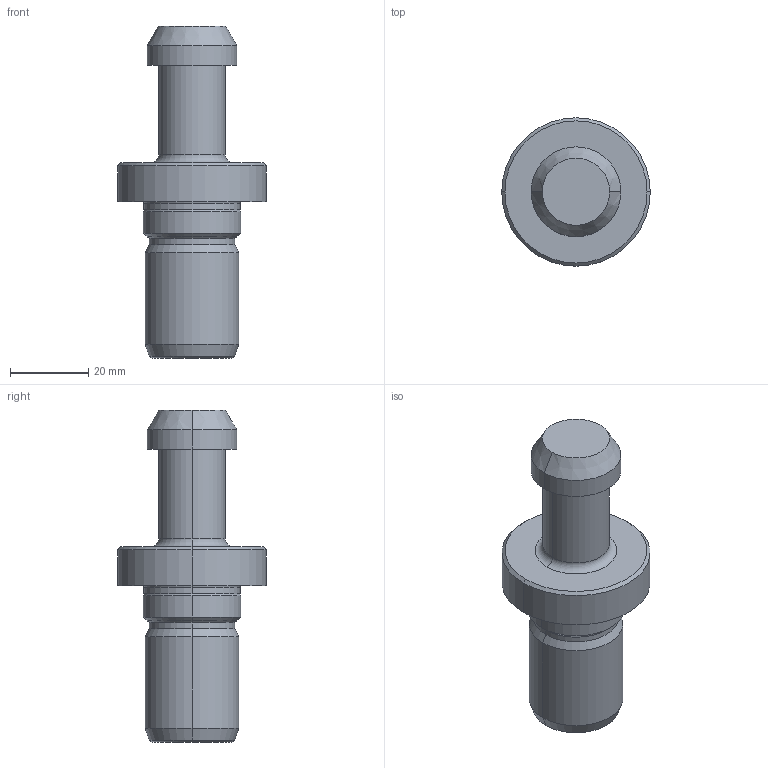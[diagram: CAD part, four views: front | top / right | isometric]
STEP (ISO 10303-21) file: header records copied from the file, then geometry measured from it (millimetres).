
FILE_DESCRIPTION (( 'STEP AP203' ), '1' );
FILE_NAME ('PS BT50 90 DEG W-TC.STEP', '2019-04-08T08:38:42', ( '' ), ( '' ), 'SwSTEP 2.0', 'SolidWorks 2014', '' );
FILE_SCHEMA (( 'CONFIG_CONTROL_DESIGN' ));
Length unit declared in the file: millimetre
Products named in the file (1): PS BT50 90 DEG W-TC
Bounding box: 38 x 38 x 85 mm (x, y, z)
Volume: 38672.5 mm3; surface area: 8585.2 mm2
Topology: 1 solids, 1 shells, 42 faces, 82 edges, 46 vertices
Faces by surface type: cone 16, cylinder 14, torus 6, plane 6
Entity records: 1147 total; most frequent: DIRECTION 220, CARTESIAN_POINT 171, ORIENTED_EDGE 164, AXIS2_PLACEMENT_3D 95, EDGE_CURVE 82, CIRCLE 52, VERTEX_POINT 46, EDGE_LOOP 46
